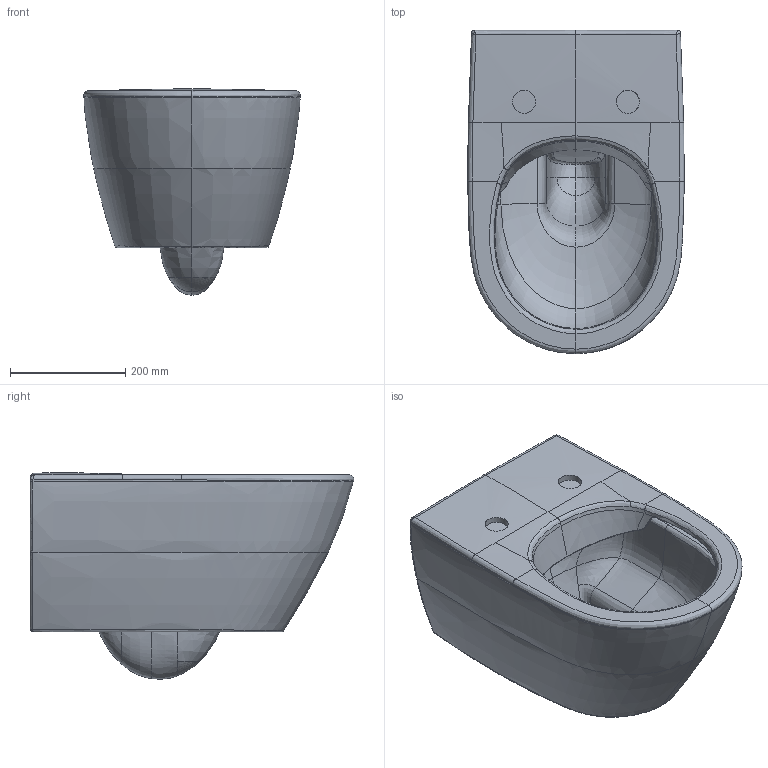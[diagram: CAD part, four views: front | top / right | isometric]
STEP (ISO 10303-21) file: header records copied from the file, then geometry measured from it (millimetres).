
FILE_DESCRIPTION(/* description */ (''),/* implementation_level */ '2;1');
FILE_NAME(/* name */ '5614R0_Subway_2.0_WWC.stp',/* time_stamp */ '2019-01-29T08:36:56+01:00',/* author */ (''),/* organization */ (''),/* preprocessor_version */ 'ST-DEVELOPER v16',/* originating_system */ 'SIEMENS PLM Software NX 10.0',/* authorisation */ '');
FILE_SCHEMA (('AUTOMOTIVE_DESIGN { 1 0 10303 214 3 1 1 1 }'));
Products named in the file (1): math29E4DE732wqq
Bounding box: 375.58 x 560.77 x 357.91 mm (x, y, z)
Volume: 28986516.8 mm3; surface area: 981923.6 mm2
Topology: 1 solids, 1 shells, 211 faces, 533 edges, 325 vertices
Faces by surface type: bspline 192, plane 13, cylinder 4, sphere 2
Full cylindrical faces by diameter (mm): 40 x2
Entity records: 36822 total; most frequent: CARTESIAN_POINT 33439, ORIENTED_EDGE 1046, EDGE_CURVE 523, B_SPLINE_CURVE_WITH_KNOTS 440, VERTEX_POINT 325, EDGE_LOOP 222, ADVANCED_FACE 211, FACE_OUTER_BOUND 204
